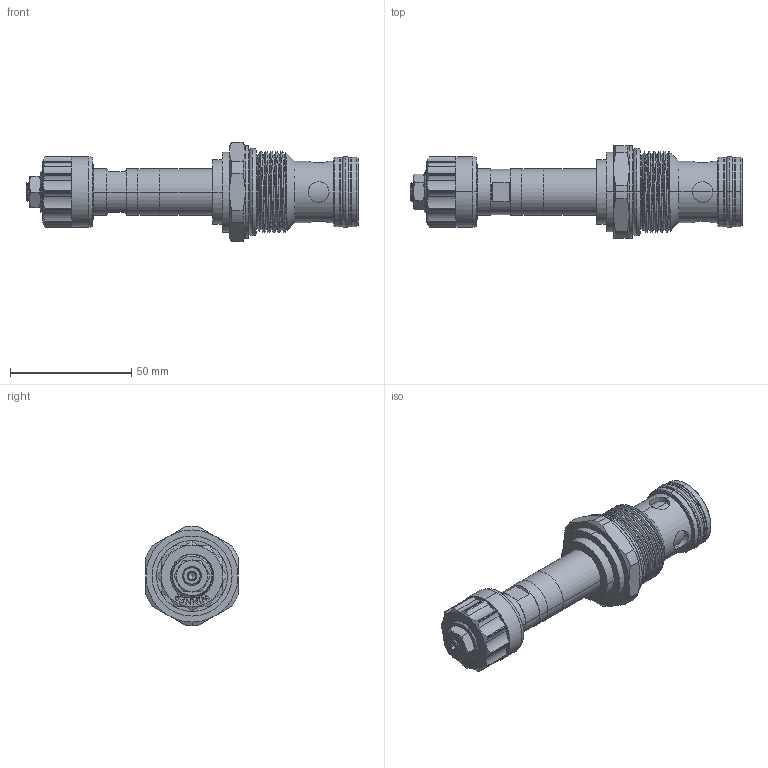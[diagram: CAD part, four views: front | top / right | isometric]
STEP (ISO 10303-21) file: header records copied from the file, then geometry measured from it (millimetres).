
FILE_DESCRIPTION (( 'STEP AP203' ), '1' );
FILE_NAME ('PEP16W2D-N.STEP', '2020-03-20T00:52:53', ( '' ), ( '' ), 'SwSTEP 2.0', 'SolidWorks 2018', '' );
FILE_SCHEMA (( 'CONFIG_CONTROL_DESIGN' ));
Products named in the file (1): PEP16W2D-N
Bounding box: 136.95 x 38 x 41.1 mm (x, y, z)
Volume: 72387.1 mm3; surface area: 24288.9 mm2
Topology: 8 solids, 15 shells, 496 faces, 1206 edges, 765 vertices
Faces by surface type: cylinder 185, plane 148, cone 80, bspline 51, torus 32
Entity records: 73962 total; most frequent: CARTESIAN_POINT 63021, ORIENTED_EDGE 2408, DIRECTION 2089, EDGE_CURVE 1204, AXIS2_PLACEMENT_3D 806, VERTEX_POINT 765, EDGE_LOOP 535, ADVANCED_FACE 496
